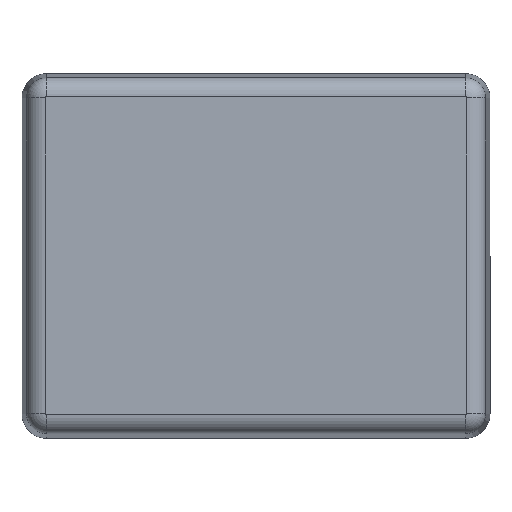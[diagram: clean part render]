
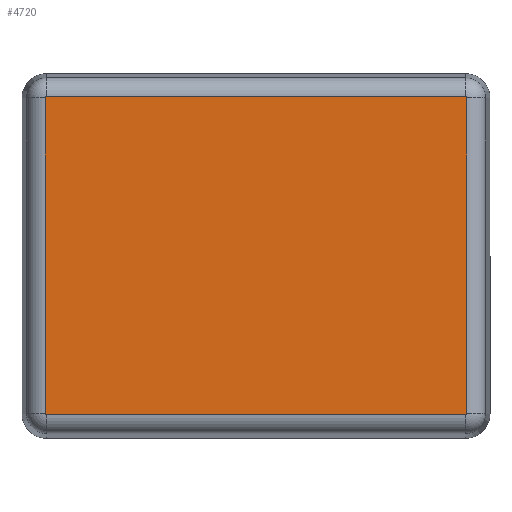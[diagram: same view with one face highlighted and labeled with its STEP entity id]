
A CAD part, top view. The second image highlights one B-rep face of the part: STEP entity #4720.
In plain terms, the highlighted planar face has unit normal (0, 0, 1).
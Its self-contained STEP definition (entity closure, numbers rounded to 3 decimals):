
#4 = DIRECTION ( 'NONE',  ( 0., 0., -1. ) ) ;
#333 = VERTEX_POINT ( 'NONE', #760 ) ;
#440 = CARTESIAN_POINT ( 'NONE',  ( -111.5, -84.619, 78. ) ) ;
#477 = AXIS2_PLACEMENT_3D ( 'NONE', #4502, #4, #5341 ) ;
#660 = ORIENTED_EDGE ( 'NONE', *, *, #4167, .T. ) ;
#691 = CIRCLE ( 'NONE', #3899, 0.619 ) ;
#711 = AXIS2_PLACEMENT_3D ( 'NONE', #2939, #4579, #3775 ) ;
#760 = CARTESIAN_POINT ( 'NONE',  ( 112.119, 84., 78. ) ) ;
#790 = VERTEX_POINT ( 'NONE', #5198 ) ;
#797 = VERTEX_POINT ( 'NONE', #3974 ) ;
#1042 = ORIENTED_EDGE ( 'NONE', *, *, #5342, .T. ) ;
#1071 = LINE ( 'NONE', #3968, #1859 ) ;
#1381 = EDGE_LOOP ( 'NONE', ( #5181, #4727, #5246, #1042, #660, #4852, #1819, #2603 ) ) ;
#1469 = LINE ( 'NONE', #2093, #4503 ) ;
#1488 = CARTESIAN_POINT ( 'NONE',  ( 111.5, -84.619, 78. ) ) ;
#1527 = DIRECTION ( 'NONE',  ( 0., 0., 1. ) ) ;
#1617 = EDGE_CURVE ( 'NONE', #797, #1640, #4908, .T. ) ;
#1621 = DIRECTION ( 'NONE',  ( 0., 0., 1. ) ) ;
#1640 = VERTEX_POINT ( 'NONE', #2430 ) ;
#1711 = VERTEX_POINT ( 'NONE', #440 ) ;
#1769 = VERTEX_POINT ( 'NONE', #2881 ) ;
#1819 = ORIENTED_EDGE ( 'NONE', *, *, #3671, .T. ) ;
#1859 = VECTOR ( 'NONE', #3934, 1000. ) ;
#1942 = CARTESIAN_POINT ( 'NONE',  ( -111.5, -84., 78. ) ) ;
#1979 = DIRECTION ( 'NONE',  ( -1., 0., 0. ) ) ;
#1993 = LINE ( 'NONE', #1488, #2942 ) ;
#2093 = CARTESIAN_POINT ( 'NONE',  ( -112.119, -84., 78. ) ) ;
#2170 = EDGE_CURVE ( 'NONE', #3435, #1769, #3994, .T. ) ;
#2430 = CARTESIAN_POINT ( 'NONE',  ( 112.119, -84., 78. ) ) ;
#2603 = ORIENTED_EDGE ( 'NONE', *, *, #4783, .T. ) ;
#2701 = DIRECTION ( 'NONE',  ( 1., 0., 0. ) ) ;
#2774 = AXIS2_PLACEMENT_3D ( 'NONE', #3662, #1621, #3320 ) ;
#2881 = CARTESIAN_POINT ( 'NONE',  ( -111.5, 84.619, 78. ) ) ;
#2939 = CARTESIAN_POINT ( 'NONE',  ( -111.5, 84., 78. ) ) ;
#2942 = VECTOR ( 'NONE', #2701, 1000. ) ;
#3176 = CARTESIAN_POINT ( 'NONE',  ( -112.119, 84., 78. ) ) ;
#3320 = DIRECTION ( 'NONE',  ( -1., 0., 0. ) ) ;
#3337 = AXIS2_PLACEMENT_3D ( 'NONE', #1942, #4863, #1979 ) ;
#3432 = VERTEX_POINT ( 'NONE', #3176 ) ;
#3435 = VERTEX_POINT ( 'NONE', #4032 ) ;
#3662 = CARTESIAN_POINT ( 'NONE',  ( 111.5, -84., 78. ) ) ;
#3671 = EDGE_CURVE ( 'NONE', #1769, #3432, #4371, .T. ) ;
#3775 = DIRECTION ( 'NONE',  ( -1., 0., 0. ) ) ;
#3899 = AXIS2_PLACEMENT_3D ( 'NONE', #3972, #1527, #4408 ) ;
#3934 = DIRECTION ( 'NONE',  ( 0., 1., 0. ) ) ;
#3968 = CARTESIAN_POINT ( 'NONE',  ( 112.119, 84., 78. ) ) ;
#3972 = CARTESIAN_POINT ( 'NONE',  ( 111.5, 84., 78. ) ) ;
#3974 = CARTESIAN_POINT ( 'NONE',  ( 111.5, -84.619, 78. ) ) ;
#3994 = LINE ( 'NONE', #4699, #4319 ) ;
#4032 = CARTESIAN_POINT ( 'NONE',  ( 111.5, 84.619, 78. ) ) ;
#4116 = CIRCLE ( 'NONE', #3337, 0.619 ) ;
#4167 = EDGE_CURVE ( 'NONE', #333, #3435, #691, .T. ) ;
#4170 = PLANE ( 'NONE',  #477 ) ;
#4319 = VECTOR ( 'NONE', #4353, 1000. ) ;
#4353 = DIRECTION ( 'NONE',  ( -1., 0., 0. ) ) ;
#4371 = CIRCLE ( 'NONE', #711, 0.619 ) ;
#4408 = DIRECTION ( 'NONE',  ( -1., 0., 0. ) ) ;
#4437 = FACE_OUTER_BOUND ( 'NONE', #1381, .T. ) ;
#4481 = EDGE_CURVE ( 'NONE', #790, #1711, #4116, .T. ) ;
#4502 = CARTESIAN_POINT ( 'NONE',  ( 111.5, -84., 78. ) ) ;
#4503 = VECTOR ( 'NONE', #4973, 1000. ) ;
#4579 = DIRECTION ( 'NONE',  ( 0., 0., 1. ) ) ;
#4699 = CARTESIAN_POINT ( 'NONE',  ( -111.5, 84.619, 78. ) ) ;
#4720 = ADVANCED_FACE ( 'NONE', ( #4437 ), #4170, .F. ) ;
#4727 = ORIENTED_EDGE ( 'NONE', *, *, #5303, .T. ) ;
#4783 = EDGE_CURVE ( 'NONE', #3432, #790, #1469, .T. ) ;
#4852 = ORIENTED_EDGE ( 'NONE', *, *, #2170, .T. ) ;
#4863 = DIRECTION ( 'NONE',  ( 0., 0., 1. ) ) ;
#4908 = CIRCLE ( 'NONE', #2774, 0.619 ) ;
#4973 = DIRECTION ( 'NONE',  ( 0., -1., 0. ) ) ;
#5181 = ORIENTED_EDGE ( 'NONE', *, *, #4481, .T. ) ;
#5198 = CARTESIAN_POINT ( 'NONE',  ( -112.119, -84., 78. ) ) ;
#5246 = ORIENTED_EDGE ( 'NONE', *, *, #1617, .T. ) ;
#5303 = EDGE_CURVE ( 'NONE', #1711, #797, #1993, .T. ) ;
#5341 = DIRECTION ( 'NONE',  ( -1., 0., 0. ) ) ;
#5342 = EDGE_CURVE ( 'NONE', #1640, #333, #1071, .T. ) ;
